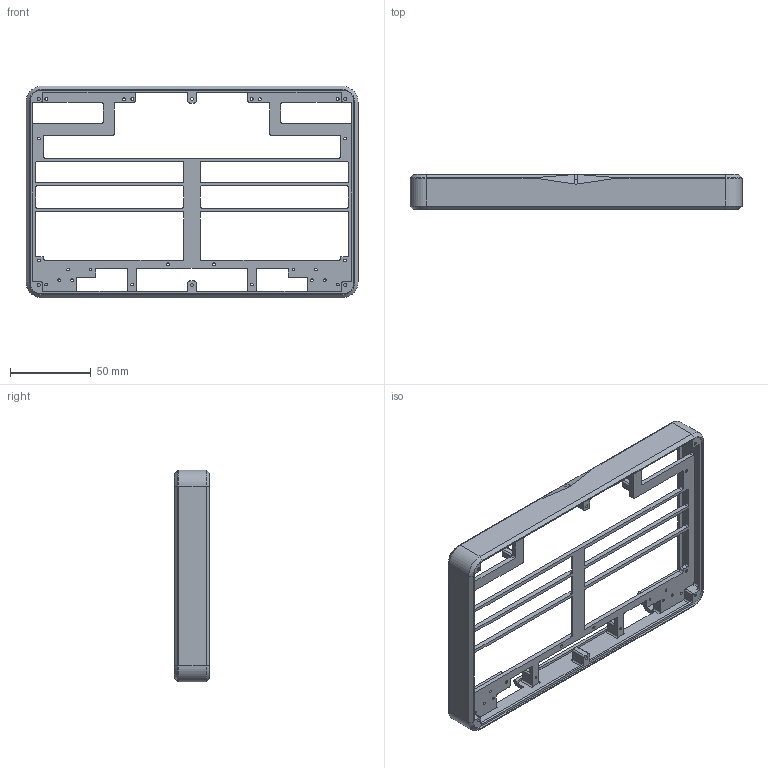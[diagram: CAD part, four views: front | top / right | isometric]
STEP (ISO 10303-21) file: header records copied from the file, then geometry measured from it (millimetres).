
FILE_DESCRIPTION(/* description */ (''),/* implementation_level */ '2;1');
FILE_NAME(/* name */ 'bottom enclosure_2023.09.06.step',/* time_stamp */ '2023-09-06T16:04:12+02:00',/* author */ (''),/* organization */ (''),/* preprocessor_version */ 'ST-DEVELOPER v20',/* originating_system */ 'Autodesk Translation Framework v12.9.0.99',/* authorisation */ '');
FILE_SCHEMA (('AUTOMOTIVE_DESIGN { 1 0 10303 214 3 1 1 }'));
Length unit declared in the file: millimetre
Products named in the file (1): bottom enclosure
Bounding box: 205.4 x 21.71 x 131.02 mm (x, y, z)
Volume: 56401.4 mm3; surface area: 54868.1 mm2
Topology: 1 solids, 1 shells, 434 faces, 1256 edges, 824 vertices
Faces by surface type: cylinder 218, plane 200, torus 8, cone 8
Full cylindrical faces by diameter (mm): 1.6 x16, 1.8 x18
Entity records: 14552 total; most frequent: DIRECTION 2578, CARTESIAN_POINT 2515, ORIENTED_EDGE 2512, EDGE_CURVE 1256, AXIS2_PLACEMENT_3D 887, VERTEX_POINT 824, LINE 804, VECTOR 804
